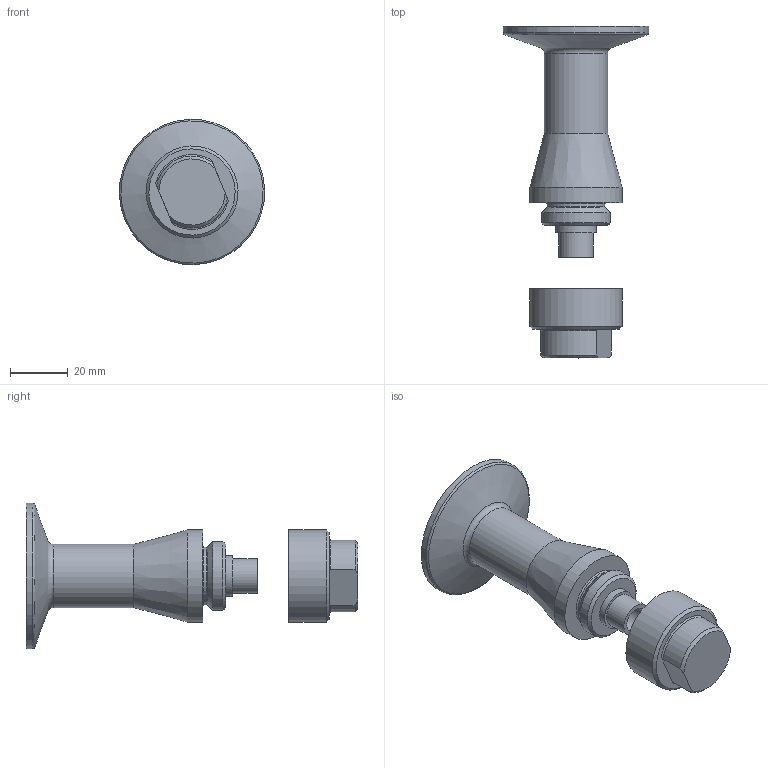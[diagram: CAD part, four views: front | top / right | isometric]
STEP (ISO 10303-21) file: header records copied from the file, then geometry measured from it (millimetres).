
FILE_DESCRIPTION( ( 'Unknown' ), '1' );
FILE_NAME( 'PBMH_xxxxxxxx5651xxxxxx.stp', 'Unknown', ( 'Unknown' ), ( 'Unknown' ), 'PSStep 14.0', 'Unknown', ' ' );
FILE_SCHEMA( ( 'AUTOMOTIVE_DESIGN { 1 0 10303 214 1 1 1 1 }' ) );
Length unit declared in the file: millimetre
Products named in the file (2): 11079416
Bounding box: 50.45 x 115.3 x 50.45 mm (x, y, z)
Volume: 50961.1 mm3; surface area: 15768.2 mm2
Topology: 2 solids, 2 shells, 44 faces, 88 edges, 57 vertices
Faces by surface type: plane 15, cylinder 15, cone 8, torus 6
Full cylindrical faces by diameter (mm): 9 x1, 12 x1, 14 x1, 15 x1, 20 x1, 21.546 x2, 22 x1, 24 x1, 26 x1, 32 x2, 50.5 x1
Entity records: 1374 total; most frequent: CARTESIAN_POINT 198, DIRECTION 182, ORIENTED_EDGE 114, AXIS2_PLACEMENT_3D 87, EDGE_LOOP 76, FACE_OUTER_BOUND 61, EDGE_CURVE 57, VERTEX_POINT 49
